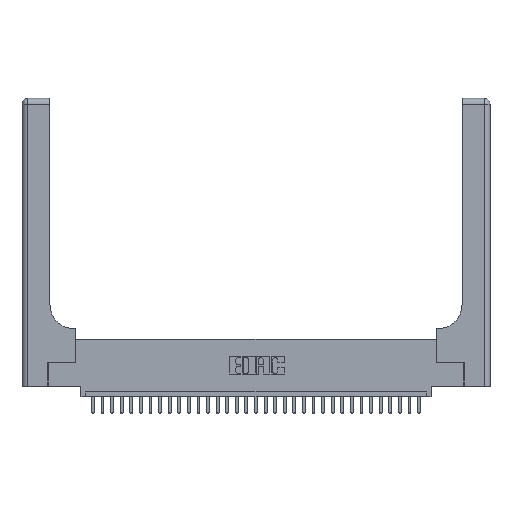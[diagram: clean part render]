
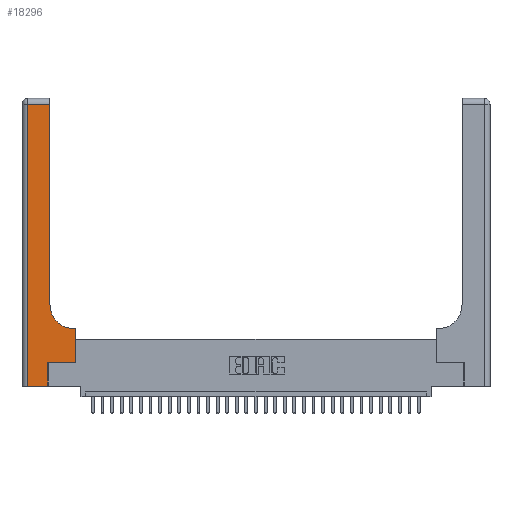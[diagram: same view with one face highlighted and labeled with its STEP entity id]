
A CAD part, top view. The second image highlights one B-rep face of the part: STEP entity #18296.
In plain terms, the highlighted planar face has unit normal (0, 0, 1).
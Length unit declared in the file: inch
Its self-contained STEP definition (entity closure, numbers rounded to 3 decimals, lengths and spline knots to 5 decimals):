
#123 = ORIENTED_EDGE ( 'NONE', *, *, #29165, .T. ) ;
#183 = DIRECTION ( 'NONE',  ( 0., 0., -1. ) ) ;
#1056 = LINE ( 'NONE', #8468, #15282 ) ;
#1093 = VECTOR ( 'NONE', #9322, 39.37008 ) ;
#1343 = LINE ( 'NONE', #32564, #16729 ) ;
#2111 = EDGE_CURVE ( 'NONE', #15970, #15177, #20026, .T. ) ;
#2380 = ORIENTED_EDGE ( 'NONE', *, *, #27975, .T. ) ;
#2556 = DIRECTION ( 'NONE',  ( -1., 0., 0. ) ) ;
#3197 = ORIENTED_EDGE ( 'NONE', *, *, #30878, .T. ) ;
#3674 = ORIENTED_EDGE ( 'NONE', *, *, #2111, .T. ) ;
#4598 = VECTOR ( 'NONE', #2556, 39.37008 ) ;
#5036 = CARTESIAN_POINT ( 'NONE',  ( 0.5415, 0.85, 0.37 ) ) ;
#5050 = DIRECTION ( 'NONE',  ( 0., 1., 0. ) ) ;
#5407 = AXIS2_PLACEMENT_3D ( 'NONE', #5036, #183, #5473 ) ;
#5473 = DIRECTION ( 'NONE',  ( 1., 0., 0. ) ) ;
#5862 = EDGE_CURVE ( 'NONE', #31331, #23252, #7957, .T. ) ;
#6366 = DIRECTION ( 'NONE',  ( 1., 0., 0. ) ) ;
#6373 = AXIS2_PLACEMENT_3D ( 'NONE', #18348, #10874, #28312 ) ;
#6750 = CIRCLE ( 'NONE', #5407, 0.25 ) ;
#6963 = DIRECTION ( 'NONE',  ( 0., 1., 0. ) ) ;
#7957 = LINE ( 'NONE', #19909, #22196 ) ;
#8023 = ORIENTED_EDGE ( 'NONE', *, *, #25678, .T. ) ;
#8167 = LINE ( 'NONE', #32132, #8575 ) ;
#8292 = CARTESIAN_POINT ( 'NONE',  ( 0.06, 2.94, 0.37 ) ) ;
#8468 = CARTESIAN_POINT ( 'NONE',  ( 0.269, 0.25, 0.37 ) ) ;
#8575 = VECTOR ( 'NONE', #6963, 39.37008 ) ;
#8821 = CARTESIAN_POINT ( 'NONE',  ( 0.5415, 0.6, 0.37 ) ) ;
#8978 = CARTESIAN_POINT ( 'NONE',  ( 0., 0., 0.37 ) ) ;
#9322 = DIRECTION ( 'NONE',  ( 1., 0., 0. ) ) ;
#10874 = DIRECTION ( 'NONE',  ( 0., 0., -1. ) ) ;
#12174 = VECTOR ( 'NONE', #19580, 39.37008 ) ;
#13140 = EDGE_LOOP ( 'NONE', ( #2380, #27608, #8023, #3674, #3197, #17660, #25238, #123, #18845 ) ) ;
#14738 = LINE ( 'NONE', #25524, #16286 ) ;
#15171 = CARTESIAN_POINT ( 'NONE',  ( 0.2915, 2.94, 0.37 ) ) ;
#15177 = VERTEX_POINT ( 'NONE', #17324 ) ;
#15282 = VECTOR ( 'NONE', #6366, 39.37008 ) ;
#15970 = VERTEX_POINT ( 'NONE', #27821 ) ;
#16286 = VECTOR ( 'NONE', #25947, 39.37008 ) ;
#16421 = LINE ( 'NONE', #25293, #4598 ) ;
#16729 = VECTOR ( 'NONE', #5050, 39.37008 ) ;
#17046 = VERTEX_POINT ( 'NONE', #8821 ) ;
#17324 = CARTESIAN_POINT ( 'NONE',  ( 0.269, 0., 0.37 ) ) ;
#17660 = ORIENTED_EDGE ( 'NONE', *, *, #26554, .T. ) ;
#17679 = VERTEX_POINT ( 'NONE', #30999 ) ;
#18296 = ADVANCED_FACE ( 'NONE', ( #23127 ), #25265, .F. ) ;
#18348 = CARTESIAN_POINT ( 'NONE',  ( 0., 3., 0.37 ) ) ;
#18845 = ORIENTED_EDGE ( 'NONE', *, *, #24236, .T. ) ;
#19580 = DIRECTION ( 'NONE',  ( 0., -1., 0. ) ) ;
#19909 = CARTESIAN_POINT ( 'NONE',  ( 0., 2.94, 0.37 ) ) ;
#20026 = LINE ( 'NONE', #8978, #1093 ) ;
#20416 = VERTEX_POINT ( 'NONE', #29513 ) ;
#22196 = VECTOR ( 'NONE', #22683, 39.37008 ) ;
#22354 = CARTESIAN_POINT ( 'NONE',  ( 0.06, 3., 0.37 ) ) ;
#22683 = DIRECTION ( 'NONE',  ( -1., 0., 0. ) ) ;
#23127 = FACE_OUTER_BOUND ( 'NONE', #13140, .T. ) ;
#23252 = VERTEX_POINT ( 'NONE', #8292 ) ;
#24236 = EDGE_CURVE ( 'NONE', #17046, #20416, #6750, .T. ) ;
#24983 = VERTEX_POINT ( 'NONE', #26648 ) ;
#25238 = ORIENTED_EDGE ( 'NONE', *, *, #26110, .T. ) ;
#25265 = PLANE ( 'NONE',  #6373 ) ;
#25293 = CARTESIAN_POINT ( 'NONE',  ( 0.2915, 0.6, 0.37 ) ) ;
#25524 = CARTESIAN_POINT ( 'NONE',  ( 0.269, 0., 0.37 ) ) ;
#25678 = EDGE_CURVE ( 'NONE', #23252, #15970, #31101, .T. ) ;
#25947 = DIRECTION ( 'NONE',  ( 0., 1., 0. ) ) ;
#26110 = EDGE_CURVE ( 'NONE', #24983, #17679, #8167, .T. ) ;
#26254 = VERTEX_POINT ( 'NONE', #32572 ) ;
#26554 = EDGE_CURVE ( 'NONE', #26254, #24983, #1056, .T. ) ;
#26648 = CARTESIAN_POINT ( 'NONE',  ( 0.5585, 0.25, 0.37 ) ) ;
#27608 = ORIENTED_EDGE ( 'NONE', *, *, #5862, .T. ) ;
#27821 = CARTESIAN_POINT ( 'NONE',  ( 0.06, 0., 0.37 ) ) ;
#27975 = EDGE_CURVE ( 'NONE', #20416, #31331, #1343, .T. ) ;
#28312 = DIRECTION ( 'NONE',  ( -1., 0., 0. ) ) ;
#29165 = EDGE_CURVE ( 'NONE', #17679, #17046, #16421, .T. ) ;
#29513 = CARTESIAN_POINT ( 'NONE',  ( 0.2915, 0.85, 0.37 ) ) ;
#30878 = EDGE_CURVE ( 'NONE', #15177, #26254, #14738, .T. ) ;
#30999 = CARTESIAN_POINT ( 'NONE',  ( 0.5585, 0.6, 0.37 ) ) ;
#31101 = LINE ( 'NONE', #22354, #12174 ) ;
#31331 = VERTEX_POINT ( 'NONE', #15171 ) ;
#32132 = CARTESIAN_POINT ( 'NONE',  ( 0.5585, 0.25, 0.37 ) ) ;
#32564 = CARTESIAN_POINT ( 'NONE',  ( 0.2915, 3., 0.37 ) ) ;
#32572 = CARTESIAN_POINT ( 'NONE',  ( 0.269, 0.25, 0.37 ) ) ;
